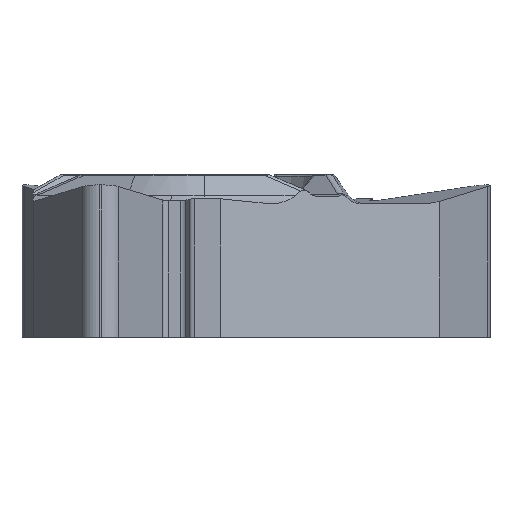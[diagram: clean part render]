
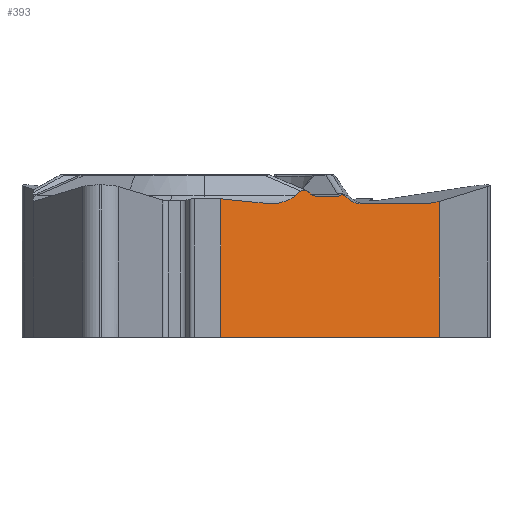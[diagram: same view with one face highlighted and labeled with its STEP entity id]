
A CAD part, front view. The second image highlights one B-rep face of the part: STEP entity #393.
In plain terms, the highlighted planar face has unit normal (0.5, -0.866, 0).
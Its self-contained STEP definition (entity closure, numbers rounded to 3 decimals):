
#188=FACE_OUTER_BOUND('',#600,.T.);
#291=ELLIPSE('',#2625,0.309,0.3);
#294=ELLIPSE('',#2630,0.309,0.3);
#296=ELLIPSE('',#2636,1.5,0.75);
#297=ELLIPSE('',#2639,0.884,0.75);
#298=ELLIPSE('',#2641,0.304,0.205);
#316=ELLIPSE('',#2708,1.5,0.75);
#393=ADVANCED_FACE('',(#188),#510,.F.);
#510=PLANE('',#2709);
#600=EDGE_LOOP('',(#1051,#1052,#1053,#1054,#1055,#1056,#1057,#1058,#1059,
#1060,#1061,#1062,#1063,#1064,#1065,#1066,#1067));
#716=CIRCLE('',#2632,0.75);
#1051=ORIENTED_EDGE('',*,*,#1959,.T.);
#1052=ORIENTED_EDGE('',*,*,#1960,.T.);
#1053=ORIENTED_EDGE('',*,*,#1961,.T.);
#1054=ORIENTED_EDGE('',*,*,#1866,.T.);
#1055=ORIENTED_EDGE('',*,*,#1852,.T.);
#1056=ORIENTED_EDGE('',*,*,#1832,.T.);
#1057=ORIENTED_EDGE('',*,*,#1861,.T.);
#1058=ORIENTED_EDGE('',*,*,#1864,.F.);
#1059=ORIENTED_EDGE('',*,*,#1850,.T.);
#1060=ORIENTED_EDGE('',*,*,#1819,.T.);
#1061=ORIENTED_EDGE('',*,*,#1840,.T.);
#1062=ORIENTED_EDGE('',*,*,#1845,.T.);
#1063=ORIENTED_EDGE('',*,*,#1862,.F.);
#1064=ORIENTED_EDGE('',*,*,#1837,.T.);
#1065=ORIENTED_EDGE('',*,*,#1857,.T.);
#1066=ORIENTED_EDGE('',*,*,#1962,.T.);
#1067=ORIENTED_EDGE('',*,*,#1963,.T.);
#1584=VERTEX_POINT('',#3998);
#1585=VERTEX_POINT('',#4000);
#1594=VERTEX_POINT('',#4021);
#1597=VERTEX_POINT('',#4026);
#1598=VERTEX_POINT('',#4030);
#1602=VERTEX_POINT('',#4037);
#1604=VERTEX_POINT('',#4052);
#1608=VERTEX_POINT('',#4068);
#1609=VERTEX_POINT('',#4075);
#1613=VERTEX_POINT('',#4095);
#1616=VERTEX_POINT('',#4103);
#1619=VERTEX_POINT('',#4114);
#1620=VERTEX_POINT('',#4147);
#1678=VERTEX_POINT('',#4664);
#1679=VERTEX_POINT('',#4665);
#1680=VERTEX_POINT('',#4667);
#1681=VERTEX_POINT('',#4670);
#1819=EDGE_CURVE('',#1585,#1584,#2199,.T.);
#1832=EDGE_CURVE('',#1594,#1597,#2207,.T.);
#1837=EDGE_CURVE('',#1598,#1602,#2212,.T.);
#1840=EDGE_CURVE('',#1584,#1604,#291,.T.);
#1845=EDGE_CURVE('',#1604,#1608,#2216,.T.);
#1850=EDGE_CURVE('',#1609,#1585,#294,.T.);
#1852=EDGE_CURVE('',#1613,#1594,#716,.T.);
#1857=EDGE_CURVE('',#1602,#1616,#296,.T.);
#1861=EDGE_CURVE('',#1597,#1619,#297,.T.);
#1862=EDGE_CURVE('',#1598,#1608,#298,.T.);
#1864=EDGE_CURVE('',#1609,#1619,#2543,.T.);
#1866=EDGE_CURVE('',#1620,#1613,#2222,.T.);
#1959=EDGE_CURVE('',#1678,#1679,#2252,.T.);
#1960=EDGE_CURVE('',#1679,#1680,#2253,.T.);
#1961=EDGE_CURVE('',#1680,#1620,#2254,.T.);
#1962=EDGE_CURVE('',#1616,#1681,#316,.T.);
#1963=EDGE_CURVE('',#1681,#1678,#2255,.T.);
#2199=LINE('',#3999,#2367);
#2207=LINE('',#4027,#2375);
#2212=LINE('',#4038,#2380);
#2216=LINE('',#4069,#2384);
#2222=LINE('',#4146,#2390);
#2252=LINE('',#4663,#2420);
#2253=LINE('',#4666,#2421);
#2254=LINE('',#4668,#2422);
#2255=LINE('',#4671,#2423);
#2367=VECTOR('',#2902,1.);
#2375=VECTOR('',#2924,1.);
#2380=VECTOR('',#2931,1.);
#2384=VECTOR('',#2943,1.);
#2390=VECTOR('',#2983,1.);
#2420=VECTOR('',#3139,1.);
#2421=VECTOR('',#3140,1.);
#2422=VECTOR('',#3141,1.);
#2423=VECTOR('',#3144,1.);
#2543=B_SPLINE_CURVE_WITH_KNOTS('',3,(#4120,#4121,#4122,#4123,#4124,#4125,
#4126,#4127,#4128,#4129,#4130,#4131,#4132),.UNSPECIFIED.,.F.,.F.,(4,3,3,
3,4),(0.,0.307,0.616,0.896,1.),
 .UNSPECIFIED.);
#2625=AXIS2_PLACEMENT_3D('',#4053,#2935,#2936);
#2630=AXIS2_PLACEMENT_3D('',#4091,#2949,#2950);
#2632=AXIS2_PLACEMENT_3D('',#4094,#2954,#2955);
#2636=AXIS2_PLACEMENT_3D('',#4104,#2964,#2965);
#2639=AXIS2_PLACEMENT_3D('',#4115,#2971,#2972);
#2641=AXIS2_PLACEMENT_3D('',#4117,#2975,#2976);
#2708=AXIS2_PLACEMENT_3D('',#4669,#3142,#3143);
#2709=AXIS2_PLACEMENT_3D('',#4672,#3145,#3146);
#2902=DIRECTION('',(-0.866,-0.5,0.));
#2924=DIRECTION('',(-0.866,-0.5,0.));
#2931=DIRECTION('',(-0.705,-0.407,-0.581));
#2935=DIRECTION('',(-0.5,0.866,0.));
#2936=DIRECTION('',(-0.866,-0.5,0.));
#2943=DIRECTION('',(-0.672,-0.388,0.631));
#2949=DIRECTION('',(-0.5,0.866,0.));
#2950=DIRECTION('',(-0.866,-0.5,0.));
#2954=DIRECTION('',(-0.5,0.866,0.));
#2955=DIRECTION('',(-0.866,-0.5,0.));
#2964=DIRECTION('',(-0.5,0.866,0.));
#2965=DIRECTION('',(-0.866,-0.5,0.));
#2971=DIRECTION('',(-0.5,0.866,0.));
#2972=DIRECTION('',(-0.866,-0.5,0.));
#2975=DIRECTION('',(-0.5,0.866,0.));
#2976=DIRECTION('',(0.743,0.429,-0.514));
#2983=DIRECTION('',(-0.853,-0.492,-0.174));
#3139=DIRECTION('',(0.,0.,-1.));
#3140=DIRECTION('',(0.866,0.5,0.));
#3141=DIRECTION('',(0.,0.,1.));
#3142=DIRECTION('',(-0.5,0.866,0.));
#3143=DIRECTION('',(-0.866,-0.5,0.));
#3144=DIRECTION('',(-0.863,-0.498,0.088));
#3145=DIRECTION('',(-0.5,0.866,0.));
#3146=DIRECTION('',(-0.866,-0.5,0.));
#3998=CARTESIAN_POINT('',(4.156,-4.933,-0.31));
#3999=CARTESIAN_POINT('',(3.175,-5.499,-0.31));
#4000=CARTESIAN_POINT('',(4.937,-4.482,-0.31));
#4021=CARTESIAN_POINT('',(8.225,-2.583,-0.6));
#4026=CARTESIAN_POINT('',(5.849,-3.955,-0.6));
#4027=CARTESIAN_POINT('',(3.175,-5.499,-0.6));
#4030=CARTESIAN_POINT('',(3.593,-5.258,-0.121));
#4037=CARTESIAN_POINT('',(3.378,-5.382,-0.299));
#4038=CARTESIAN_POINT('',(13.605,0.522,8.134));
#4052=CARTESIAN_POINT('',(3.984,-5.032,-0.24));
#4053=CARTESIAN_POINT('',(4.156,-4.933,-0.01));
#4068=CARTESIAN_POINT('',(3.921,-5.068,-0.181));
#4069=CARTESIAN_POINT('',(-7.205,-11.492,10.279));
#4075=CARTESIAN_POINT('',(5.047,-4.418,-0.283));
#4091=CARTESIAN_POINT('',(4.937,-4.482,-0.01));
#4094=CARTESIAN_POINT('',(8.225,-2.583,0.15));
#4095=CARTESIAN_POINT('',(8.338,-2.518,-0.589));
#4103=CARTESIAN_POINT('',(2.599,-5.832,-0.6));
#4104=CARTESIAN_POINT('',(2.314,-5.996,0.132));
#4114=CARTESIAN_POINT('',(5.254,-4.299,-0.322));
#4115=CARTESIAN_POINT('',(5.849,-3.955,0.15));
#4117=CARTESIAN_POINT('',(3.785,-5.147,-0.32));
#4120=CARTESIAN_POINT('',(5.047,-4.418,-0.283));
#4121=CARTESIAN_POINT('',(5.068,-4.406,-0.273));
#4122=CARTESIAN_POINT('',(5.091,-4.393,-0.266));
#4123=CARTESIAN_POINT('',(5.113,-4.38,-0.264));
#4124=CARTESIAN_POINT('',(5.136,-4.367,-0.261));
#4125=CARTESIAN_POINT('',(5.16,-4.353,-0.264));
#4126=CARTESIAN_POINT('',(5.181,-4.341,-0.271));
#4127=CARTESIAN_POINT('',(5.201,-4.329,-0.278));
#4128=CARTESIAN_POINT('',(5.221,-4.318,-0.289));
#4129=CARTESIAN_POINT('',(5.237,-4.309,-0.304));
#4130=CARTESIAN_POINT('',(5.243,-4.305,-0.31));
#4131=CARTESIAN_POINT('',(5.249,-4.302,-0.316));
#4132=CARTESIAN_POINT('',(5.254,-4.299,-0.322));
#4146=CARTESIAN_POINT('',(7.12,-3.221,-0.837));
#4147=CARTESIAN_POINT('',(8.729,-2.292,-0.509));
#4663=CARTESIAN_POINT('',(0.614,-6.978,25.));
#4664=CARTESIAN_POINT('',(0.614,-6.978,-0.409));
#4665=CARTESIAN_POINT('',(0.614,-6.978,-5.56));
#4666=CARTESIAN_POINT('',(3.175,-5.499,-5.56));
#4667=CARTESIAN_POINT('',(8.729,-2.292,-5.56));
#4668=CARTESIAN_POINT('',(8.729,-2.292,25.));
#4669=CARTESIAN_POINT('',(2.599,-5.832,0.15));
#4670=CARTESIAN_POINT('',(2.374,-5.962,-0.589));
#4671=CARTESIAN_POINT('',(-3.33,-9.255,-0.008));
#4672=CARTESIAN_POINT('',(3.175,-5.499,25.));
